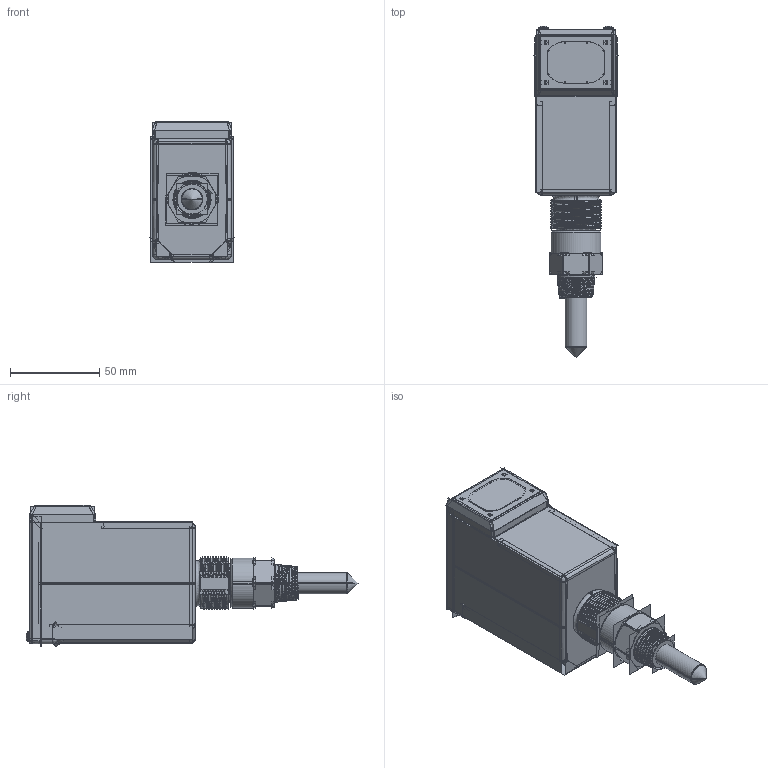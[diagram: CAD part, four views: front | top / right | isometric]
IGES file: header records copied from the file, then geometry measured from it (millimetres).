
Start section:  PTC IGES file: 243255_sm01.igs
Global section: file name: 243255_sm01.igs; native system: Creo Parametric by PTC Inc.; preprocessor: 2022414; author: banengservice; organization: Unknown; date: 20240621.124615; units: millimetre
Bounding box: 47.16 x 186.08 x 79.29 mm (x, y, z)
Volume: 317592.6 mm3; surface area: 168573.7 mm2
Topology: 1 solids, 1 shells, 1026 faces, 5216 edges, 6491 vertices
Faces by surface type: bspline 610, revolution 416
